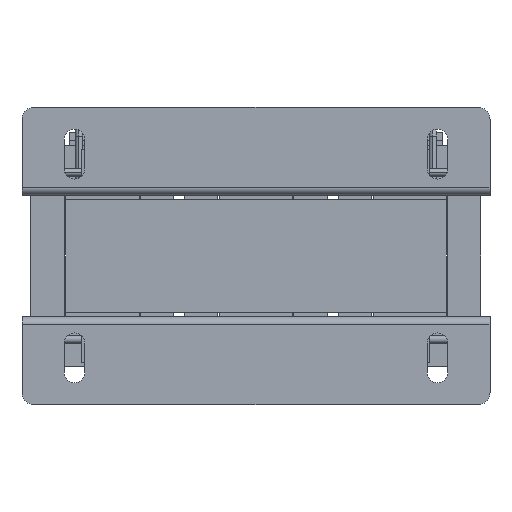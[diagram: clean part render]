
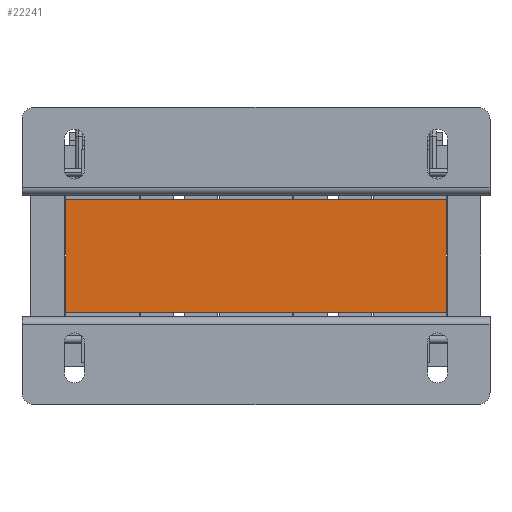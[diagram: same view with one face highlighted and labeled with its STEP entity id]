
A CAD part, front view. The second image highlights one B-rep face of the part: STEP entity #22241.
In plain terms, the highlighted planar face has unit normal (0, -1, 0).
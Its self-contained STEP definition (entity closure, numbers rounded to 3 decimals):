
#756 = EDGE_CURVE ( 'NONE', #18074, #14593, #5309, .T. ) ;
#1583 = FACE_OUTER_BOUND ( 'NONE', #14534, .T. ) ;
#2003 = CARTESIAN_POINT ( 'NONE',  ( -65., -12.5, 0. ) ) ;
#3612 = LINE ( 'NONE', #24336, #7188 ) ;
#4489 = VERTEX_POINT ( 'NONE', #2003 ) ;
#4698 = VECTOR ( 'NONE', #26426, 1000. ) ;
#5309 = LINE ( 'NONE', #9542, #23782 ) ;
#5608 = ORIENTED_EDGE ( 'NONE', *, *, #756, .F. ) ;
#5680 = DIRECTION ( 'NONE',  ( 0., 0., 1. ) ) ;
#7188 = VECTOR ( 'NONE', #19659, 1000. ) ;
#7410 = DIRECTION ( 'NONE',  ( 1., 0., 0. ) ) ;
#9542 = CARTESIAN_POINT ( 'NONE',  ( -65., -12.5, 38.6 ) ) ;
#10236 = CARTESIAN_POINT ( 'NONE',  ( -65., -12.5, 0. ) ) ;
#11340 = EDGE_CURVE ( 'NONE', #4489, #14586, #17208, .T. ) ;
#14383 = ORIENTED_EDGE ( 'NONE', *, *, #16812, .F. ) ;
#14534 = EDGE_LOOP ( 'NONE', ( #22686, #14383, #5608, #19298 ) ) ;
#14586 = VERTEX_POINT ( 'NONE', #23066 ) ;
#14593 = VERTEX_POINT ( 'NONE', #25927 ) ;
#15981 = CARTESIAN_POINT ( 'NONE',  ( -65., -12.5, 38.6 ) ) ;
#16380 = DIRECTION ( 'NONE',  ( 0., 0., -1. ) ) ;
#16812 = EDGE_CURVE ( 'NONE', #14593, #14586, #3612, .T. ) ;
#17208 = LINE ( 'NONE', #10236, #4698 ) ;
#17487 = EDGE_CURVE ( 'NONE', #18074, #4489, #18672, .T. ) ;
#18074 = VERTEX_POINT ( 'NONE', #15981 ) ;
#18672 = LINE ( 'NONE', #27876, #19320 ) ;
#19298 = ORIENTED_EDGE ( 'NONE', *, *, #17487, .T. ) ;
#19320 = VECTOR ( 'NONE', #16380, 1000. ) ;
#19659 = DIRECTION ( 'NONE',  ( 0., 0., -1. ) ) ;
#22165 = CARTESIAN_POINT ( 'NONE',  ( -65., -12.5, 38.6 ) ) ;
#22241 = ADVANCED_FACE ( 'NONE', ( #1583 ), #24429, .F. ) ;
#22686 = ORIENTED_EDGE ( 'NONE', *, *, #11340, .T. ) ;
#23066 = CARTESIAN_POINT ( 'NONE',  ( 65., -12.5, 0. ) ) ;
#23782 = VECTOR ( 'NONE', #7410, 1000. ) ;
#24129 = DIRECTION ( 'NONE',  ( 0., 1., 0. ) ) ;
#24336 = CARTESIAN_POINT ( 'NONE',  ( 65., -12.5, 38.6 ) ) ;
#24429 = PLANE ( 'NONE',  #25771 ) ;
#25771 = AXIS2_PLACEMENT_3D ( 'NONE', #22165, #24129, #5680 ) ;
#25927 = CARTESIAN_POINT ( 'NONE',  ( 65., -12.5, 38.6 ) ) ;
#26426 = DIRECTION ( 'NONE',  ( 1., 0., 0. ) ) ;
#27876 = CARTESIAN_POINT ( 'NONE',  ( -65., -12.5, 38.6 ) ) ;
